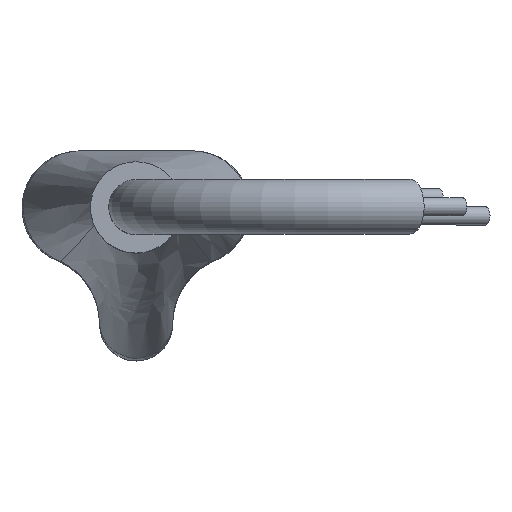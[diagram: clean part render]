
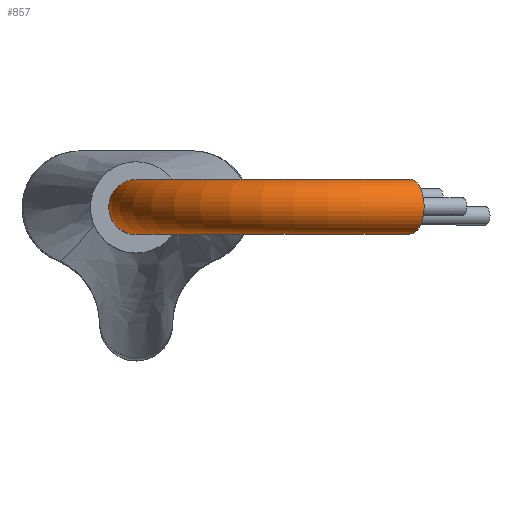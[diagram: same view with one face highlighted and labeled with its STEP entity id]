
A CAD part, top view. The second image highlights one B-rep face of the part: STEP entity #857.
In plain terms, the highlighted toroidal (fillet/blend) face has major radius 19.75 mm and minor radius 3 mm.
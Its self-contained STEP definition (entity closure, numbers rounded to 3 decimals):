
#17=TOROIDAL_SURFACE('',#962,19.75,3.);
#236=FACE_OUTER_BOUND('',#294,.T.);
#294=EDGE_LOOP('',(#786,#787,#788,#789));
#335=CIRCLE('',#950,3.);
#342=CIRCLE('',#963,16.75);
#343=CIRCLE('',#964,3.);
#437=VERTEX_POINT('',#4763);
#440=VERTEX_POINT('',#4782);
#546=EDGE_CURVE('',#437,#437,#335,.T.);
#556=EDGE_CURVE('',#437,#440,#342,.T.);
#557=EDGE_CURVE('',#440,#440,#343,.T.);
#786=ORIENTED_EDGE('',*,*,#546,.F.);
#787=ORIENTED_EDGE('',*,*,#556,.T.);
#788=ORIENTED_EDGE('',*,*,#557,.T.);
#789=ORIENTED_EDGE('',*,*,#556,.F.);
#857=ADVANCED_FACE('',(#236),#17,.T.);
#950=AXIS2_PLACEMENT_3D('',#4764,#1160,#1161);
#962=AXIS2_PLACEMENT_3D('',#4781,#1187,#1188);
#963=AXIS2_PLACEMENT_3D('',#4783,#1189,#1190);
#964=AXIS2_PLACEMENT_3D('',#4784,#1191,#1192);
#1160=DIRECTION('center_axis',(0.855,0.,-0.518));
#1161=DIRECTION('ref_axis',(0.518,0.,0.855));
#1187=DIRECTION('center_axis',(0.,1.,0.));
#1188=DIRECTION('ref_axis',(0.,0.,1.));
#1189=DIRECTION('center_axis',(0.,-1.,0.));
#1190=DIRECTION('ref_axis',(0.,0.,1.));
#1191=DIRECTION('center_axis',(0.,0.,1.));
#1192=DIRECTION('ref_axis',(-1.,0.,0.));
#4763=CARTESIAN_POINT('',(28.431,0.,87.73));
#4764=CARTESIAN_POINT('Origin',(29.986,0.,90.296));
#4781=CARTESIAN_POINT('Origin',(19.75,0.,73.406));
#4782=CARTESIAN_POINT('',(3.,0.,73.406));
#4783=CARTESIAN_POINT('Origin',(19.75,0.,
73.406));
#4784=CARTESIAN_POINT('Origin',(0.,0.,73.406));
